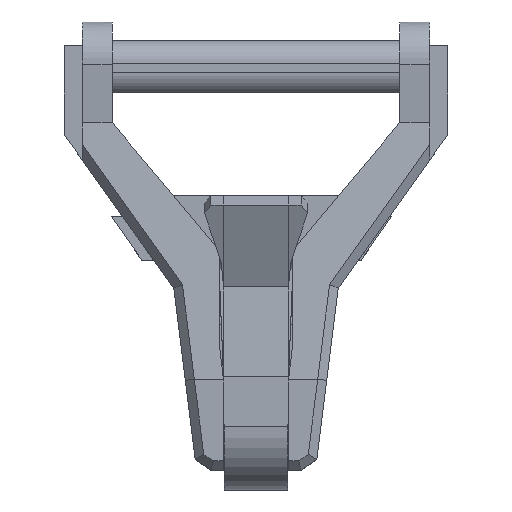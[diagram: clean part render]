
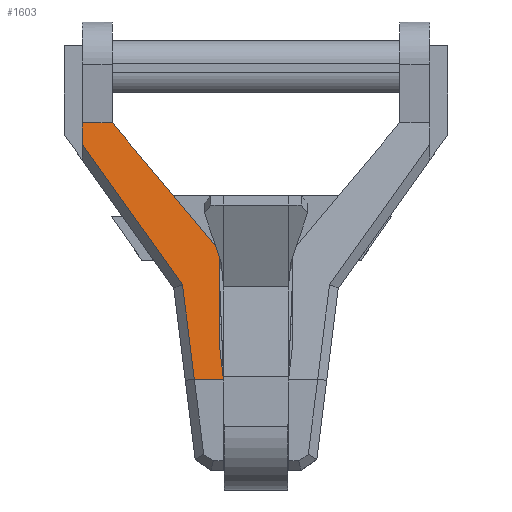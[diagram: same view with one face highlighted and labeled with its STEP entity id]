
A CAD part, top view. The second image highlights one B-rep face of the part: STEP entity #1603.
In plain terms, the highlighted planar face has unit normal (0, 0.111, 0.994).
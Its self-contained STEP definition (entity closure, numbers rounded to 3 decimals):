
#623 = VERTEX_POINT('',#624);
#624 = CARTESIAN_POINT('',(-6.823,-14.8,6.9));
#654 = VERTEX_POINT('',#655);
#655 = CARTESIAN_POINT('',(-8.139,-4.289,
    5.724));
#661 = EDGE_CURVE('',#654,#623,#662,.T.);
#662 = LINE('',#663,#664);
#663 = CARTESIAN_POINT('',(-8.108,-4.537,
    5.752));
#664 = VECTOR('',#665,1.);
#665 = DIRECTION('',(0.123,-0.986,0.11));
#1184 = VERTEX_POINT('',#1185);
#1185 = CARTESIAN_POINT('',(-19.22,11.225,3.989));
#1193 = EDGE_CURVE('',#1184,#654,#1194,.T.);
#1194 = LINE('',#1195,#1196);
#1195 = CARTESIAN_POINT('',(-18.405,10.083,
    4.117));
#1196 = VECTOR('',#1197,1.);
#1197 = DIRECTION('',(0.579,-0.81,0.091)
  );
#1227 = VERTEX_POINT('',#1228);
#1228 = CARTESIAN_POINT('',(-19.22,13.63,3.72));
#1234 = EDGE_CURVE('',#1227,#1184,#1235,.T.);
#1235 = LINE('',#1236,#1237);
#1236 = CARTESIAN_POINT('',(-19.22,0.297,5.211));
#1237 = VECTOR('',#1238,1.);
#1238 = DIRECTION('',(0.,-0.994,0.111));
#1578 = VERTEX_POINT('',#1579);
#1579 = CARTESIAN_POINT('',(-3.6,-14.8,6.9));
#1593 = EDGE_CURVE('',#1578,#623,#1594,.T.);
#1594 = LINE('',#1595,#1596);
#1595 = CARTESIAN_POINT('',(75.84,-14.8,6.9));
#1596 = VECTOR('',#1597,1.);
#1597 = DIRECTION('',(-1.,0.,0.));
#1603 = ADVANCED_FACE('',(#1604),#1648,.F.);
#1604 = FACE_BOUND('',#1605,.F.);
#1605 = EDGE_LOOP('',(#1606,#1607,#1615,#1623,#1631,#1639,#1645,#1646,
    #1647));
#1606 = ORIENTED_EDGE('',*,*,#1234,.F.);
#1607 = ORIENTED_EDGE('',*,*,#1608,.F.);
#1608 = EDGE_CURVE('',#1609,#1227,#1611,.T.);
#1609 = VERTEX_POINT('',#1610);
#1610 = CARTESIAN_POINT('',(-15.9,13.63,3.72));
#1611 = LINE('',#1612,#1613);
#1612 = CARTESIAN_POINT('',(75.84,13.63,3.72));
#1613 = VECTOR('',#1614,1.);
#1614 = DIRECTION('',(-1.,0.,0.));
#1615 = ORIENTED_EDGE('',*,*,#1616,.T.);
#1616 = EDGE_CURVE('',#1609,#1617,#1619,.T.);
#1617 = VERTEX_POINT('',#1618);
#1618 = CARTESIAN_POINT('',(-9.16,5.598,4.618));
#1619 = LINE('',#1620,#1621);
#1620 = CARTESIAN_POINT('',(11.698,-19.26,
    7.399));
#1621 = VECTOR('',#1622,1.);
#1622 = DIRECTION('',(0.64,-0.763,0.085)
  );
#1623 = ORIENTED_EDGE('',*,*,#1624,.T.);
#1624 = EDGE_CURVE('',#1617,#1625,#1627,.T.);
#1625 = VERTEX_POINT('',#1626);
#1626 = CARTESIAN_POINT('',(-4.05,-0.492,5.3));
#1627 = LINE('',#1628,#1629);
#1628 = CARTESIAN_POINT('',(15.918,-24.29,
    7.961));
#1629 = VECTOR('',#1630,1.);
#1630 = DIRECTION('',(0.64,-0.763,0.085)
  );
#1631 = ORIENTED_EDGE('',*,*,#1632,.T.);
#1632 = EDGE_CURVE('',#1625,#1633,#1635,.T.);
#1633 = VERTEX_POINT('',#1634);
#1634 = CARTESIAN_POINT('',(-4.05,-11.027,6.478));
#1635 = LINE('',#1636,#1637);
#1636 = CARTESIAN_POINT('',(-4.05,-12.937,6.692));
#1637 = VECTOR('',#1638,1.);
#1638 = DIRECTION('',(0.,-0.994,0.111
    ));
#1639 = ORIENTED_EDGE('',*,*,#1640,.T.);
#1640 = EDGE_CURVE('',#1633,#1578,#1641,.T.);
#1641 = LINE('',#1642,#1643);
#1642 = CARTESIAN_POINT('',(-3.05,-19.414,
    7.416));
#1643 = VECTOR('',#1644,1.);
#1644 = DIRECTION('',(0.118,-0.987,0.11));
#1645 = ORIENTED_EDGE('',*,*,#1593,.T.);
#1646 = ORIENTED_EDGE('',*,*,#661,.F.);
#1647 = ORIENTED_EDGE('',*,*,#1193,.F.);
#1648 = PLANE('',#1649);
#1649 = AXIS2_PLACEMENT_3D('',#1650,#1651,#1652);
#1650 = CARTESIAN_POINT('',(75.84,-14.8,6.9));
#1651 = DIRECTION('',(0.,-0.111,-0.994
    ));
#1652 = DIRECTION('',(0.,0.994,-0.111)
  );
